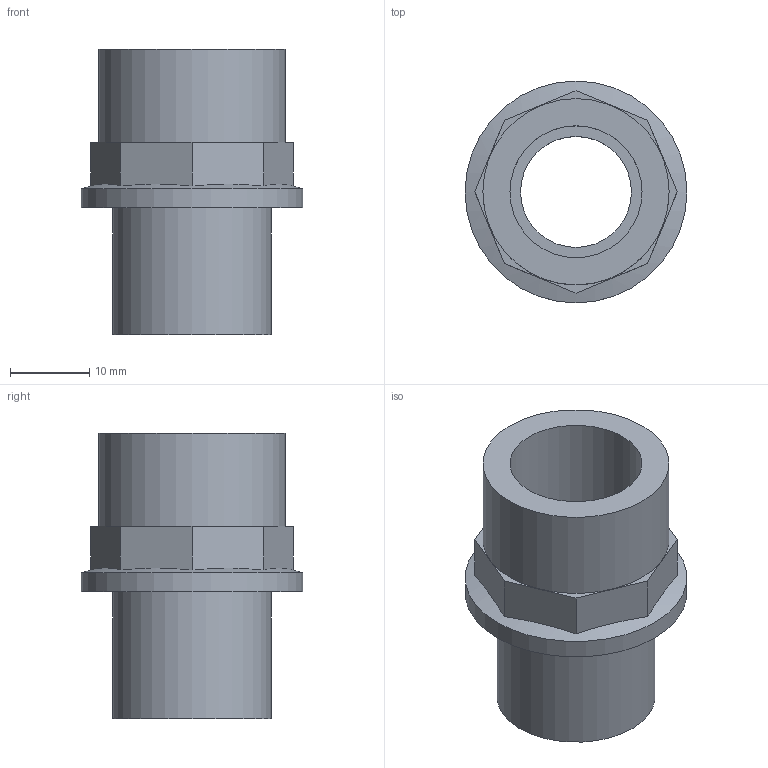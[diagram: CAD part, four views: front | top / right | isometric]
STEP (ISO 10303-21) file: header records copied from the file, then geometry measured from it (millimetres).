
FILE_DESCRIPTION(/* description */ (''),/* implementation_level */ '2;1');
FILE_NAME(/* name */ 'DIFV020016038.ipt.stp',/* time_stamp */ '2013-10-01T14:36:45+02:00',/* author */ ('bfaro'),/* organization */ (''),/* preprocessor_version */ 'ST-DEVELOPER v15.2',/* originating_system */ 'Autodesk Inventor 2014',/* authorisation */ '');
FILE_SCHEMA (('AUTOMOTIVE_DESIGN { 1 0 10303 214 3 1 1 }'));
Length unit declared in the file: millimetre
Products named in the file (1): DIFV020016038
Bounding box: 28 x 28 x 36 mm (x, y, z)
Volume: 7300.4 mm3; surface area: 5211.7 mm2
Topology: 1 solids, 1 shells, 21 faces, 44 edges, 29 vertices
Faces by surface type: plane 14, cylinder 6, cone 1
Full cylindrical faces by diameter (mm): 14 x1, 16 x1, 16.662 x1, 20 x1, 23.5 x1, 28 x1
Entity records: 543 total; most frequent: CARTESIAN_POINT 102, DIRECTION 84, ORIENTED_EDGE 72, EDGE_CURVE 36, EDGE_LOOP 34, AXIS2_PLACEMENT_3D 34, VERTEX_POINT 28, ADVANCED_FACE 21
